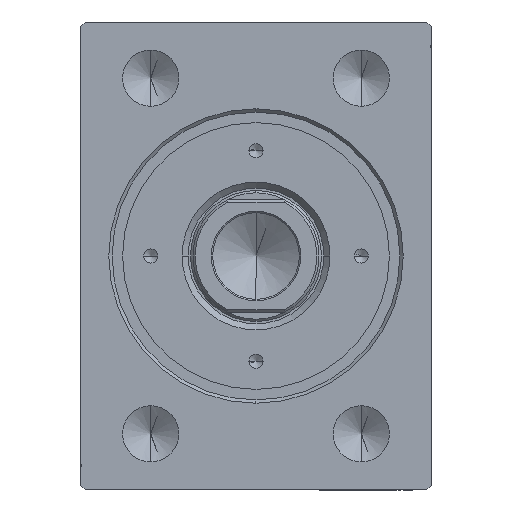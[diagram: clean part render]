
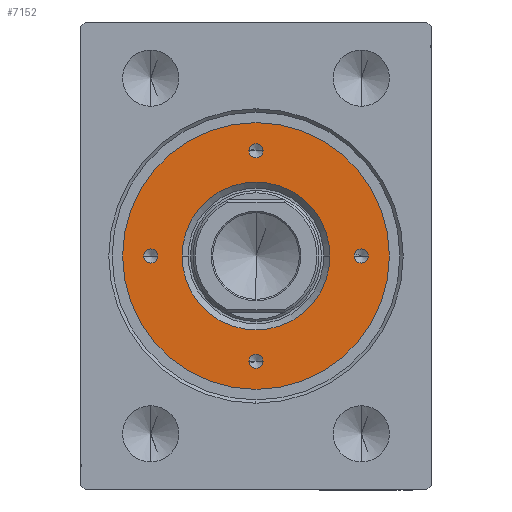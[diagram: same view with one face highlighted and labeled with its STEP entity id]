
A CAD part, left-side view. The second image highlights one B-rep face of the part: STEP entity #7152.
In plain terms, the highlighted face is planar.
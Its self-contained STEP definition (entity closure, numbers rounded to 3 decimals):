
#486 = PLANE ( 'NONE',  #38339 ) ;
#765 = AXIS2_PLACEMENT_3D ( 'NONE', #9774, #10224, #3101 ) ;
#999 = DIRECTION ( 'NONE',  ( 0., 0., 1. ) ) ;
#2220 = AXIS2_PLACEMENT_3D ( 'NONE', #32066, #5360, #25173 ) ;
#3101 = DIRECTION ( 'NONE',  ( 1., 0., 0. ) ) ;
#3438 = CARTESIAN_POINT ( 'NONE',  ( -24., 0., 10. ) ) ;
#3826 = FACE_BOUND ( 'NONE', #43311, .T. ) ;
#3868 = EDGE_CURVE ( 'NONE', #22046, #21779, #18355, .T. ) ;
#3961 = DIRECTION ( 'NONE',  ( 1., 0., 0. ) ) ;
#4114 = DIRECTION ( 'NONE',  ( 1., 0., 0. ) ) ;
#4605 = DIRECTION ( 'NONE',  ( 1., 0., 0. ) ) ;
#4922 = DIRECTION ( 'NONE',  ( 0., 0., 1. ) ) ;
#5079 = CIRCLE ( 'NONE', #15034, 1.5 ) ;
#5118 = DIRECTION ( 'NONE',  ( 0., 0., -1. ) ) ;
#5360 = DIRECTION ( 'NONE',  ( 0., 0., -1. ) ) ;
#5407 = CARTESIAN_POINT ( 'NONE',  ( 0., -22.5, 10. ) ) ;
#5593 = CARTESIAN_POINT ( 'NONE',  ( -1.5, -22.5, 10. ) ) ;
#5742 = CIRCLE ( 'NONE', #18525, 1.5 ) ;
#6403 = ORIENTED_EDGE ( 'NONE', *, *, #40778, .F. ) ;
#6943 = FACE_BOUND ( 'NONE', #36209, .T. ) ;
#7152 = ADVANCED_FACE ( 'NONE', ( #3826, #6943, #17165, #20281, #10721, #33858 ), #486, .T. ) ;
#7305 = CARTESIAN_POINT ( 'NONE',  ( 0., 22.5, 10. ) ) ;
#7383 = DIRECTION ( 'NONE',  ( 0., 0., 1. ) ) ;
#7397 = VERTEX_POINT ( 'NONE', #31125 ) ;
#7595 = CARTESIAN_POINT ( 'NONE',  ( 1.5, 22.5, 10. ) ) ;
#7954 = EDGE_CURVE ( 'NONE', #43531, #11833, #25604, .T. ) ;
#8590 = EDGE_CURVE ( 'NONE', #7397, #24957, #39123, .T. ) ;
#9774 = CARTESIAN_POINT ( 'NONE',  ( -22.5, 0., 10. ) ) ;
#10059 = CIRCLE ( 'NONE', #2220, 15.8 ) ;
#10224 = DIRECTION ( 'NONE',  ( 0., 0., 1. ) ) ;
#10721 = FACE_BOUND ( 'NONE', #21999, .T. ) ;
#11154 = EDGE_LOOP ( 'NONE', ( #17442, #42945 ) ) ;
#11833 = VERTEX_POINT ( 'NONE', #3438 ) ;
#11929 = CARTESIAN_POINT ( 'NONE',  ( -22.5, 0., 10. ) ) ;
#12316 = AXIS2_PLACEMENT_3D ( 'NONE', #11929, #19261, #39720 ) ;
#12384 = ORIENTED_EDGE ( 'NONE', *, *, #41526, .F. ) ;
#12952 = CARTESIAN_POINT ( 'NONE',  ( -28.5, 0., 10. ) ) ;
#14118 = CARTESIAN_POINT ( 'NONE',  ( -1.5, 22.5, 10. ) ) ;
#14135 = CARTESIAN_POINT ( 'NONE',  ( 24., 0., 10. ) ) ;
#14488 = DIRECTION ( 'NONE',  ( 1., 0., 0. ) ) ;
#14511 = CARTESIAN_POINT ( 'NONE',  ( 0., 0., 10. ) ) ;
#14520 = AXIS2_PLACEMENT_3D ( 'NONE', #43559, #40208, #23531 ) ;
#15034 = AXIS2_PLACEMENT_3D ( 'NONE', #31525, #35078, #4605 ) ;
#16507 = ORIENTED_EDGE ( 'NONE', *, *, #7954, .F. ) ;
#17165 = FACE_BOUND ( 'NONE', #34586, .T. ) ;
#17442 = ORIENTED_EDGE ( 'NONE', *, *, #26823, .T. ) ;
#18355 = CIRCLE ( 'NONE', #26208, 1.5 ) ;
#18394 = ORIENTED_EDGE ( 'NONE', *, *, #22228, .F. ) ;
#18525 = AXIS2_PLACEMENT_3D ( 'NONE', #5407, #35018, #32112 ) ;
#18586 = CARTESIAN_POINT ( 'NONE',  ( 0., 22.5, 10. ) ) ;
#19261 = DIRECTION ( 'NONE',  ( 0., 0., 1. ) ) ;
#19574 = AXIS2_PLACEMENT_3D ( 'NONE', #34587, #999, #4114 ) ;
#19610 = AXIS2_PLACEMENT_3D ( 'NONE', #18586, #32175, #22149 ) ;
#20281 = FACE_BOUND ( 'NONE', #22171, .T. ) ;
#20501 = DIRECTION ( 'NONE',  ( 1., 0., 0. ) ) ;
#21046 = CARTESIAN_POINT ( 'NONE',  ( 15.8, 0., 10. ) ) ;
#21104 = CARTESIAN_POINT ( 'NONE',  ( -21., 0., 10. ) ) ;
#21779 = VERTEX_POINT ( 'NONE', #7595 ) ;
#21999 = EDGE_LOOP ( 'NONE', ( #29834, #34790 ) ) ;
#22046 = VERTEX_POINT ( 'NONE', #14118 ) ;
#22149 = DIRECTION ( 'NONE',  ( 1., 0., 0. ) ) ;
#22171 = EDGE_LOOP ( 'NONE', ( #18394, #27155 ) ) ;
#22228 = EDGE_CURVE ( 'NONE', #39025, #32553, #5742, .T. ) ;
#23064 = DIRECTION ( 'NONE',  ( 1., 0., 0. ) ) ;
#23514 = EDGE_CURVE ( 'NONE', #24957, #7397, #10059, .T. ) ;
#23531 = DIRECTION ( 'NONE',  ( 1., 0., 0. ) ) ;
#23595 = VERTEX_POINT ( 'NONE', #35394 ) ;
#23880 = CIRCLE ( 'NONE', #19610, 1.5 ) ;
#24197 = EDGE_CURVE ( 'NONE', #32553, #39025, #5079, .T. ) ;
#24581 = CIRCLE ( 'NONE', #19574, 1.5 ) ;
#24957 = VERTEX_POINT ( 'NONE', #21046 ) ;
#25028 = CIRCLE ( 'NONE', #33572, 28.5 ) ;
#25173 = DIRECTION ( 'NONE',  ( 1., 0., 0. ) ) ;
#25604 = CIRCLE ( 'NONE', #765, 1.5 ) ;
#26055 = EDGE_CURVE ( 'NONE', #23595, #28712, #31416, .T. ) ;
#26208 = AXIS2_PLACEMENT_3D ( 'NONE', #7305, #37323, #3961 ) ;
#26823 = EDGE_CURVE ( 'NONE', #30300, #39585, #25028, .T. ) ;
#27155 = ORIENTED_EDGE ( 'NONE', *, *, #24197, .F. ) ;
#28081 = DIRECTION ( 'NONE',  ( 1., 0., 0. ) ) ;
#28474 = EDGE_CURVE ( 'NONE', #11833, #43531, #31512, .T. ) ;
#28712 = VERTEX_POINT ( 'NONE', #14135 ) ;
#29834 = ORIENTED_EDGE ( 'NONE', *, *, #23514, .T. ) ;
#30300 = VERTEX_POINT ( 'NONE', #12952 ) ;
#30990 = ORIENTED_EDGE ( 'NONE', *, *, #26055, .F. ) ;
#31125 = CARTESIAN_POINT ( 'NONE',  ( -15.8, 0., 10. ) ) ;
#31215 = ORIENTED_EDGE ( 'NONE', *, *, #3868, .F. ) ;
#31416 = CIRCLE ( 'NONE', #31455, 1.5 ) ;
#31455 = AXIS2_PLACEMENT_3D ( 'NONE', #43756, #33521, #23064 ) ;
#31512 = CIRCLE ( 'NONE', #12316, 1.5 ) ;
#31525 = CARTESIAN_POINT ( 'NONE',  ( 0., -22.5, 10. ) ) ;
#31931 = CARTESIAN_POINT ( 'NONE',  ( 28.5, 0., 10. ) ) ;
#32066 = CARTESIAN_POINT ( 'NONE',  ( 0., 0., 10. ) ) ;
#32112 = DIRECTION ( 'NONE',  ( 1., 0., 0. ) ) ;
#32142 = CARTESIAN_POINT ( 'NONE',  ( 1.5, -22.5, 10. ) ) ;
#32175 = DIRECTION ( 'NONE',  ( 0., 0., 1. ) ) ;
#32553 = VERTEX_POINT ( 'NONE', #5593 ) ;
#33521 = DIRECTION ( 'NONE',  ( 0., 0., 1. ) ) ;
#33572 = AXIS2_PLACEMENT_3D ( 'NONE', #14511, #4922, #28081 ) ;
#33858 = FACE_OUTER_BOUND ( 'NONE', #11154, .T. ) ;
#34586 = EDGE_LOOP ( 'NONE', ( #6403, #30990 ) ) ;
#34587 = CARTESIAN_POINT ( 'NONE',  ( 22.5, 0., 10. ) ) ;
#34790 = ORIENTED_EDGE ( 'NONE', *, *, #8590, .T. ) ;
#35014 = ORIENTED_EDGE ( 'NONE', *, *, #28474, .F. ) ;
#35018 = DIRECTION ( 'NONE',  ( 0., 0., 1. ) ) ;
#35078 = DIRECTION ( 'NONE',  ( 0., 0., 1. ) ) ;
#35394 = CARTESIAN_POINT ( 'NONE',  ( 21., 0., 10. ) ) ;
#36001 = EDGE_CURVE ( 'NONE', #39585, #30300, #42229, .T. ) ;
#36209 = EDGE_LOOP ( 'NONE', ( #12384, #31215 ) ) ;
#37323 = DIRECTION ( 'NONE',  ( 0., 0., 1. ) ) ;
#37842 = CARTESIAN_POINT ( 'NONE',  ( 0., 0., 10. ) ) ;
#38053 = CARTESIAN_POINT ( 'NONE',  ( 0., 0., 10. ) ) ;
#38339 = AXIS2_PLACEMENT_3D ( 'NONE', #37842, #7383, #20501 ) ;
#39025 = VERTEX_POINT ( 'NONE', #32142 ) ;
#39123 = CIRCLE ( 'NONE', #42685, 15.8 ) ;
#39585 = VERTEX_POINT ( 'NONE', #31931 ) ;
#39720 = DIRECTION ( 'NONE',  ( 1., 0., 0. ) ) ;
#40208 = DIRECTION ( 'NONE',  ( 0., 0., 1. ) ) ;
#40778 = EDGE_CURVE ( 'NONE', #28712, #23595, #24581, .T. ) ;
#41526 = EDGE_CURVE ( 'NONE', #21779, #22046, #23880, .T. ) ;
#42229 = CIRCLE ( 'NONE', #14520, 28.5 ) ;
#42685 = AXIS2_PLACEMENT_3D ( 'NONE', #38053, #5118, #14488 ) ;
#42945 = ORIENTED_EDGE ( 'NONE', *, *, #36001, .T. ) ;
#43311 = EDGE_LOOP ( 'NONE', ( #16507, #35014 ) ) ;
#43531 = VERTEX_POINT ( 'NONE', #21104 ) ;
#43559 = CARTESIAN_POINT ( 'NONE',  ( 0., 0., 10. ) ) ;
#43756 = CARTESIAN_POINT ( 'NONE',  ( 22.5, 0., 10. ) ) ;
